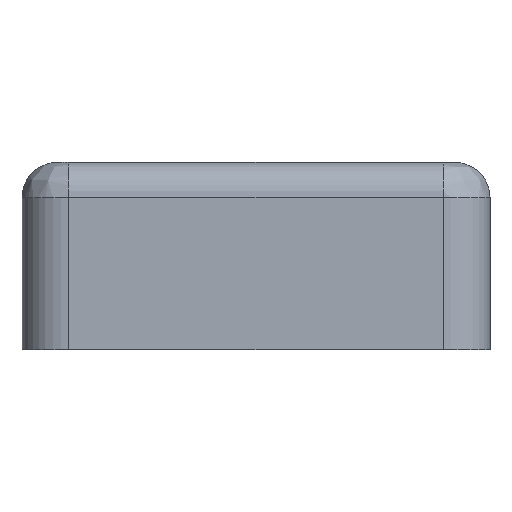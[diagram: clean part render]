
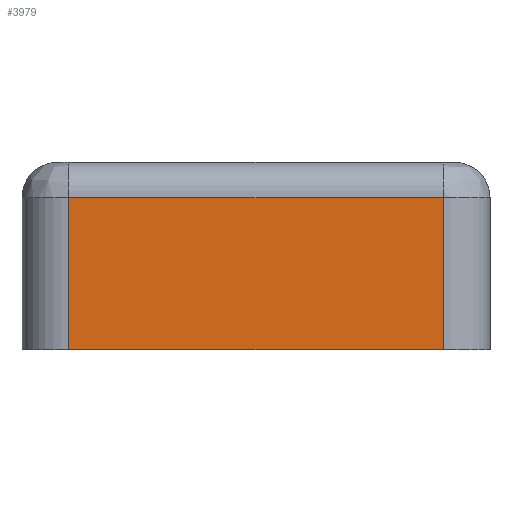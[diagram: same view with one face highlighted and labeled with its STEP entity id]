
A CAD part, front view. The second image highlights one B-rep face of the part: STEP entity #3979.
In plain terms, the highlighted planar face has unit normal (0, -1, 0).
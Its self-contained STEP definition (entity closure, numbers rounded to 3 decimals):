
#7 = EDGE_CURVE ( 'NONE', #14022, #14496, #5545, .T. ) ;
#300 = DIRECTION ( 'NONE',  ( 0., 1., 0. ) ) ;
#1209 = AXIS2_PLACEMENT_3D ( 'NONE', #7300, #300, #8479 ) ;
#1304 = ORIENTED_EDGE ( 'NONE', *, *, #5955, .F. ) ;
#1403 = LINE ( 'NONE', #11776, #15107 ) ;
#1572 = CARTESIAN_POINT ( 'NONE',  ( 16., -40., 0. ) ) ;
#2039 = CARTESIAN_POINT ( 'NONE',  ( -16., -40., 0. ) ) ;
#2408 = VECTOR ( 'NONE', #7351, 1000. ) ;
#2448 = VECTOR ( 'NONE', #15055, 1000. ) ;
#2584 = PLANE ( 'NONE',  #1209 ) ;
#2967 = VERTEX_POINT ( 'NONE', #2039 ) ;
#3244 = FACE_OUTER_BOUND ( 'NONE', #3363, .T. ) ;
#3363 = EDGE_LOOP ( 'NONE', ( #9479, #10283, #1304, #6699 ) ) ;
#3979 = ADVANCED_FACE ( 'NONE', ( #3244 ), #2584, .F. ) ;
#5545 = LINE ( 'NONE', #6225, #2408 ) ;
#5955 = EDGE_CURVE ( 'NONE', #6767, #2967, #8682, .T. ) ;
#6225 = CARTESIAN_POINT ( 'NONE',  ( 20., -40., 13. ) ) ;
#6699 = ORIENTED_EDGE ( 'NONE', *, *, #13028, .F. ) ;
#6767 = VERTEX_POINT ( 'NONE', #1572 ) ;
#6912 = CARTESIAN_POINT ( 'NONE',  ( -20., -40., 0. ) ) ;
#7295 = DIRECTION ( 'NONE',  ( 0., 0., 1. ) ) ;
#7300 = CARTESIAN_POINT ( 'NONE',  ( -20., -40., 16. ) ) ;
#7351 = DIRECTION ( 'NONE',  ( 1., 0., 0. ) ) ;
#7655 = EDGE_CURVE ( 'NONE', #2967, #14022, #8849, .T. ) ;
#8058 = CARTESIAN_POINT ( 'NONE',  ( -16., -40., 13. ) ) ;
#8091 = CARTESIAN_POINT ( 'NONE',  ( 16., -40., 13. ) ) ;
#8479 = DIRECTION ( 'NONE',  ( 0., 0., 1. ) ) ;
#8682 = LINE ( 'NONE', #6912, #2448 ) ;
#8849 = LINE ( 'NONE', #11949, #15052 ) ;
#9479 = ORIENTED_EDGE ( 'NONE', *, *, #7, .F. ) ;
#10283 = ORIENTED_EDGE ( 'NONE', *, *, #7655, .F. ) ;
#11776 = CARTESIAN_POINT ( 'NONE',  ( 16., -40., 16. ) ) ;
#11949 = CARTESIAN_POINT ( 'NONE',  ( -16., -40., 16. ) ) ;
#12949 = DIRECTION ( 'NONE',  ( 0., 0., -1. ) ) ;
#13028 = EDGE_CURVE ( 'NONE', #14496, #6767, #1403, .T. ) ;
#14022 = VERTEX_POINT ( 'NONE', #8058 ) ;
#14496 = VERTEX_POINT ( 'NONE', #8091 ) ;
#15052 = VECTOR ( 'NONE', #7295, 1000. ) ;
#15055 = DIRECTION ( 'NONE',  ( -1., 0., 0. ) ) ;
#15107 = VECTOR ( 'NONE', #12949, 1000. ) ;
